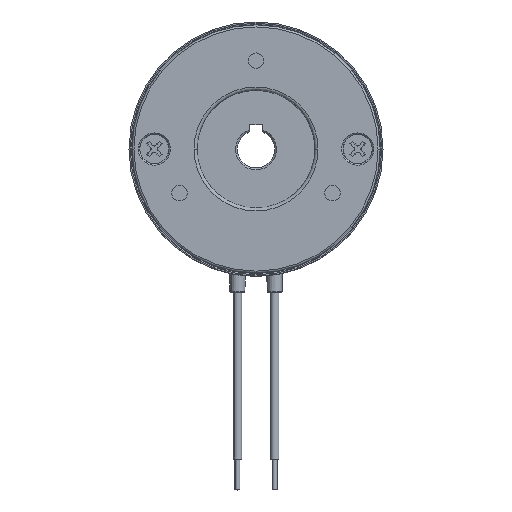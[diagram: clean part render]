
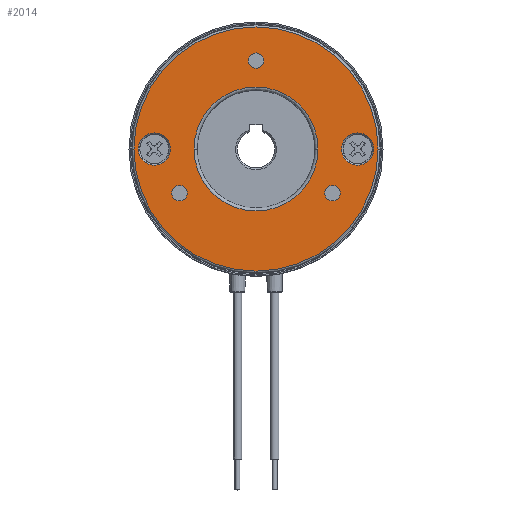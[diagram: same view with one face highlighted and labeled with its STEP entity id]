
A CAD part, top view. The second image highlights one B-rep face of the part: STEP entity #2014.
In plain terms, the highlighted planar face has unit normal (0, 0, 1).
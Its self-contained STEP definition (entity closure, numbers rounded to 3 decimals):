
#58 = AXIS2_PLACEMENT_3D ( 'NONE', #899, #842, #4455 ) ;
#325 = DIRECTION ( 'NONE',  ( 0., 0., -1. ) ) ;
#456 = ORIENTED_EDGE ( 'NONE', *, *, #5521, .F. ) ;
#493 = CARTESIAN_POINT ( 'NONE',  ( 0., 0., 0. ) ) ;
#570 = CARTESIAN_POINT ( 'NONE',  ( 13.591, -7.125, 0. ) ) ;
#621 = ORIENTED_EDGE ( 'NONE', *, *, #5517, .F. ) ;
#725 = DIRECTION ( 'NONE',  ( 1., 0., 0. ) ) ;
#823 = DIRECTION ( 'NONE',  ( 0., 0., 1. ) ) ;
#842 = DIRECTION ( 'NONE',  ( 0., 0., 1. ) ) ;
#891 = VERTEX_POINT ( 'NONE', #8271 ) ;
#899 = CARTESIAN_POINT ( 'NONE',  ( -16.4, 0., 0. ) ) ;
#923 = EDGE_LOOP ( 'NONE', ( #5138, #9501 ) ) ;
#1063 = FACE_BOUND ( 'NONE', #7687, .T. ) ;
#1072 = DIRECTION ( 'NONE',  ( -1., 0., 0. ) ) ;
#1208 = CARTESIAN_POINT ( 'NONE',  ( 12.341, -7.125, 0. ) ) ;
#1277 = VERTEX_POINT ( 'NONE', #570 ) ;
#1331 = AXIS2_PLACEMENT_3D ( 'NONE', #6930, #11348, #10471 ) ;
#1449 = ORIENTED_EDGE ( 'NONE', *, *, #9196, .F. ) ;
#1595 = DIRECTION ( 'NONE',  ( 1., 0., 0. ) ) ;
#1785 = EDGE_CURVE ( 'NONE', #6180, #6414, #2002, .T. ) ;
#1937 = FACE_BOUND ( 'NONE', #6401, .T. ) ;
#2002 = CIRCLE ( 'NONE', #6471, 2.6 ) ;
#2014 = ADVANCED_FACE ( 'NONE', ( #2819, #6359, #9899, #1937, #5495, #1063, #9019 ), #10843, .F. ) ;
#2201 = CIRCLE ( 'NONE', #7432, 19.7 ) ;
#2225 = VERTEX_POINT ( 'NONE', #5415 ) ;
#2476 = DIRECTION ( 'NONE',  ( 1., 0., 0. ) ) ;
#2529 = EDGE_LOOP ( 'NONE', ( #9602, #7878 ) ) ;
#2580 = DIRECTION ( 'NONE',  ( 1., 0., 0. ) ) ;
#2687 = CIRCLE ( 'NONE', #9175, 1.25 ) ;
#2755 = AXIS2_PLACEMENT_3D ( 'NONE', #3040, #8387, #6776 ) ;
#2819 = FACE_OUTER_BOUND ( 'NONE', #923, .T. ) ;
#2942 = CARTESIAN_POINT ( 'NONE',  ( -19.7, 0., 0. ) ) ;
#2998 = CIRCLE ( 'NONE', #6145, 1.25 ) ;
#3040 = CARTESIAN_POINT ( 'NONE',  ( 0., 9.5, 0. ) ) ;
#3164 = ORIENTED_EDGE ( 'NONE', *, *, #1785, .F. ) ;
#3170 = DIRECTION ( 'NONE',  ( 1., 0., 0. ) ) ;
#3324 = VERTEX_POINT ( 'NONE', #7559 ) ;
#3347 = CARTESIAN_POINT ( 'NONE',  ( -12.341, -7.125, 0. ) ) ;
#3406 = VERTEX_POINT ( 'NONE', #11535 ) ;
#3420 = AXIS2_PLACEMENT_3D ( 'NONE', #493, #10690, #9792 ) ;
#3531 = CARTESIAN_POINT ( 'NONE',  ( -13.8, 0., 0. ) ) ;
#3641 = CARTESIAN_POINT ( 'NONE',  ( 11.091, -7.125, 0. ) ) ;
#3781 = EDGE_CURVE ( 'NONE', #891, #10262, #9924, .T. ) ;
#3793 = AXIS2_PLACEMENT_3D ( 'NONE', #7156, #6140, #725 ) ;
#4018 = VERTEX_POINT ( 'NONE', #8200 ) ;
#4143 = DIRECTION ( 'NONE',  ( 1., 0., 0. ) ) ;
#4278 = CARTESIAN_POINT ( 'NONE',  ( 12.341, -7.125, 0. ) ) ;
#4314 = CARTESIAN_POINT ( 'NONE',  ( -19., 0., 0. ) ) ;
#4343 = EDGE_CURVE ( 'NONE', #8531, #1277, #7087, .T. ) ;
#4350 = AXIS2_PLACEMENT_3D ( 'NONE', #9789, #7326, #1072 ) ;
#4433 = AXIS2_PLACEMENT_3D ( 'NONE', #1208, #10755, #10932 ) ;
#4454 = CIRCLE ( 'NONE', #9649, 2.6 ) ;
#4455 = DIRECTION ( 'NONE',  ( 1., 0., 0. ) ) ;
#4688 = AXIS2_PLACEMENT_3D ( 'NONE', #8573, #6800, #3170 ) ;
#4818 = EDGE_CURVE ( 'NONE', #3406, #2225, #4454, .T. ) ;
#4988 = CIRCLE ( 'NONE', #11125, 10. ) ;
#5107 = ORIENTED_EDGE ( 'NONE', *, *, #11056, .F. ) ;
#5138 = ORIENTED_EDGE ( 'NONE', *, *, #5450, .T. ) ;
#5415 = CARTESIAN_POINT ( 'NONE',  ( 13.8, 0., 0. ) ) ;
#5420 = DIRECTION ( 'NONE',  ( 0., 0., 1. ) ) ;
#5450 = EDGE_CURVE ( 'NONE', #7004, #7242, #7435, .T. ) ;
#5495 = FACE_BOUND ( 'NONE', #10158, .T. ) ;
#5517 = EDGE_CURVE ( 'NONE', #6414, #6180, #7689, .T. ) ;
#5521 = EDGE_CURVE ( 'NONE', #4018, #3324, #11418, .T. ) ;
#5938 = ORIENTED_EDGE ( 'NONE', *, *, #11065, .F. ) ;
#5952 = CARTESIAN_POINT ( 'NONE',  ( 16.4, 0., 0. ) ) ;
#6021 = DIRECTION ( 'NONE',  ( 0., 0., 1. ) ) ;
#6121 = CARTESIAN_POINT ( 'NONE',  ( -16.4, 0., 0. ) ) ;
#6140 = DIRECTION ( 'NONE',  ( 0., 0., 1. ) ) ;
#6145 = AXIS2_PLACEMENT_3D ( 'NONE', #6835, #8664, #10364 ) ;
#6158 = VERTEX_POINT ( 'NONE', #7065 ) ;
#6180 = VERTEX_POINT ( 'NONE', #4314 ) ;
#6199 = VERTEX_POINT ( 'NONE', #9660 ) ;
#6287 = EDGE_LOOP ( 'NONE', ( #621, #3164 ) ) ;
#6359 = FACE_BOUND ( 'NONE', #2529, .T. ) ;
#6378 = ORIENTED_EDGE ( 'NONE', *, *, #8207, .F. ) ;
#6401 = EDGE_LOOP ( 'NONE', ( #5107, #1449 ) ) ;
#6414 = VERTEX_POINT ( 'NONE', #3531 ) ;
#6471 = AXIS2_PLACEMENT_3D ( 'NONE', #6121, #823, #2580 ) ;
#6776 = DIRECTION ( 'NONE',  ( -1., 0., 0. ) ) ;
#6800 = DIRECTION ( 'NONE',  ( 0., 0., 1. ) ) ;
#6835 = CARTESIAN_POINT ( 'NONE',  ( -12.341, -7.125, 0. ) ) ;
#6930 = CARTESIAN_POINT ( 'NONE',  ( 16.4, 0., 0. ) ) ;
#7004 = VERTEX_POINT ( 'NONE', #2942 ) ;
#7065 = CARTESIAN_POINT ( 'NONE',  ( -11.091, -7.125, 0. ) ) ;
#7087 = CIRCLE ( 'NONE', #4433, 1.25 ) ;
#7156 = CARTESIAN_POINT ( 'NONE',  ( 0., 14.25, 0. ) ) ;
#7242 = VERTEX_POINT ( 'NONE', #9714 ) ;
#7266 = ORIENTED_EDGE ( 'NONE', *, *, #9840, .F. ) ;
#7326 = DIRECTION ( 'NONE',  ( 0., 0., -1. ) ) ;
#7432 = AXIS2_PLACEMENT_3D ( 'NONE', #10344, #10400, #8753 ) ;
#7435 = CIRCLE ( 'NONE', #3420, 19.7 ) ;
#7559 = CARTESIAN_POINT ( 'NONE',  ( -1.25, 14.25, 0. ) ) ;
#7687 = EDGE_LOOP ( 'NONE', ( #11176, #6378 ) ) ;
#7689 = CIRCLE ( 'NONE', #58, 2.6 ) ;
#7878 = ORIENTED_EDGE ( 'NONE', *, *, #3781, .T. ) ;
#8191 = CIRCLE ( 'NONE', #1331, 2.6 ) ;
#8200 = CARTESIAN_POINT ( 'NONE',  ( 1.25, 14.25, 0. ) ) ;
#8207 = EDGE_CURVE ( 'NONE', #2225, #3406, #8191, .T. ) ;
#8271 = CARTESIAN_POINT ( 'NONE',  ( 10., 0., 0. ) ) ;
#8313 = CARTESIAN_POINT ( 'NONE',  ( 0., 0., 0. ) ) ;
#8387 = DIRECTION ( 'NONE',  ( 0., 0., -1. ) ) ;
#8531 = VERTEX_POINT ( 'NONE', #3641 ) ;
#8572 = CIRCLE ( 'NONE', #4688, 1.25 ) ;
#8573 = CARTESIAN_POINT ( 'NONE',  ( 0., 14.25, 0. ) ) ;
#8664 = DIRECTION ( 'NONE',  ( 0., 0., 1. ) ) ;
#8753 = DIRECTION ( 'NONE',  ( -1., 0., 0. ) ) ;
#9019 = FACE_BOUND ( 'NONE', #6287, .T. ) ;
#9175 = AXIS2_PLACEMENT_3D ( 'NONE', #3347, #9560, #2476 ) ;
#9196 = EDGE_CURVE ( 'NONE', #6199, #6158, #2998, .T. ) ;
#9501 = ORIENTED_EDGE ( 'NONE', *, *, #10573, .T. ) ;
#9560 = DIRECTION ( 'NONE',  ( 0., 0., 1. ) ) ;
#9602 = ORIENTED_EDGE ( 'NONE', *, *, #10547, .T. ) ;
#9649 = AXIS2_PLACEMENT_3D ( 'NONE', #5952, #5420, #4143 ) ;
#9660 = CARTESIAN_POINT ( 'NONE',  ( -13.591, -7.125, 0. ) ) ;
#9714 = CARTESIAN_POINT ( 'NONE',  ( 19.7, 0., 0. ) ) ;
#9789 = CARTESIAN_POINT ( 'NONE',  ( 0., 0., 0. ) ) ;
#9792 = DIRECTION ( 'NONE',  ( -1., 0., 0. ) ) ;
#9840 = EDGE_CURVE ( 'NONE', #3324, #4018, #8572, .T. ) ;
#9899 = FACE_BOUND ( 'NONE', #11098, .T. ) ;
#9924 = CIRCLE ( 'NONE', #4350, 10. ) ;
#10101 = ORIENTED_EDGE ( 'NONE', *, *, #4343, .F. ) ;
#10103 = CIRCLE ( 'NONE', #10862, 1.25 ) ;
#10158 = EDGE_LOOP ( 'NONE', ( #456, #7266 ) ) ;
#10262 = VERTEX_POINT ( 'NONE', #11247 ) ;
#10344 = CARTESIAN_POINT ( 'NONE',  ( 0., 0., 0. ) ) ;
#10364 = DIRECTION ( 'NONE',  ( 1., 0., 0. ) ) ;
#10400 = DIRECTION ( 'NONE',  ( 0., 0., 1. ) ) ;
#10471 = DIRECTION ( 'NONE',  ( 1., 0., 0. ) ) ;
#10547 = EDGE_CURVE ( 'NONE', #10262, #891, #4988, .T. ) ;
#10573 = EDGE_CURVE ( 'NONE', #7242, #7004, #2201, .T. ) ;
#10690 = DIRECTION ( 'NONE',  ( 0., 0., 1. ) ) ;
#10755 = DIRECTION ( 'NONE',  ( 0., 0., 1. ) ) ;
#10843 = PLANE ( 'NONE',  #2755 ) ;
#10862 = AXIS2_PLACEMENT_3D ( 'NONE', #4278, #6021, #1595 ) ;
#10932 = DIRECTION ( 'NONE',  ( 1., 0., 0. ) ) ;
#10999 = DIRECTION ( 'NONE',  ( -1., 0., 0. ) ) ;
#11056 = EDGE_CURVE ( 'NONE', #6158, #6199, #2687, .T. ) ;
#11065 = EDGE_CURVE ( 'NONE', #1277, #8531, #10103, .T. ) ;
#11098 = EDGE_LOOP ( 'NONE', ( #5938, #10101 ) ) ;
#11125 = AXIS2_PLACEMENT_3D ( 'NONE', #8313, #325, #10999 ) ;
#11176 = ORIENTED_EDGE ( 'NONE', *, *, #4818, .F. ) ;
#11247 = CARTESIAN_POINT ( 'NONE',  ( -10., 0., 0. ) ) ;
#11348 = DIRECTION ( 'NONE',  ( 0., 0., 1. ) ) ;
#11418 = CIRCLE ( 'NONE', #3793, 1.25 ) ;
#11535 = CARTESIAN_POINT ( 'NONE',  ( 19., 0., 0. ) ) ;
